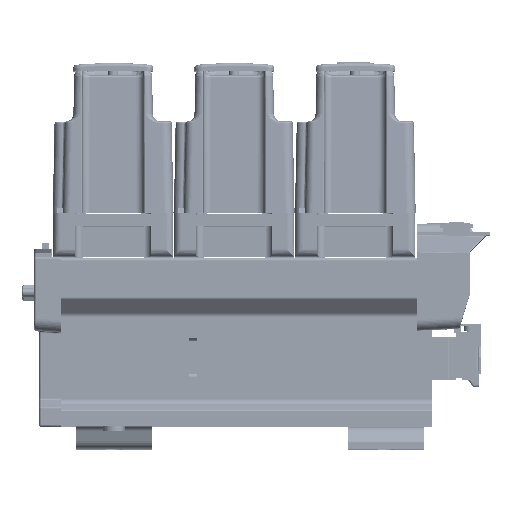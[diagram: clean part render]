
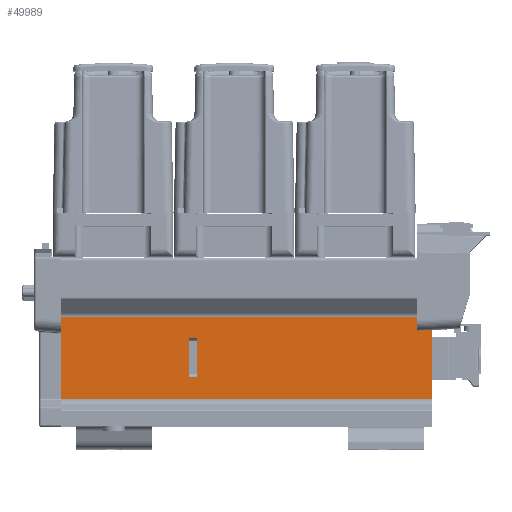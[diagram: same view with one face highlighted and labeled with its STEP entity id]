
A CAD part, top view. The second image highlights one B-rep face of the part: STEP entity #49989.
In plain terms, the highlighted face is planar.
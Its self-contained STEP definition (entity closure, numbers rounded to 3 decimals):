
#45476=DIRECTION('',(0.,1.,0.));
#45477=VECTOR('',#45476,53.871);
#45478=CARTESIAN_POINT('',(1.75,-37.35,0.));
#45479=LINE('',#45478,#45477);
#47162=DIRECTION('',(0.,0.,1.));
#47163=VECTOR('',#47162,248.);
#47164=CARTESIAN_POINT('',(1.75,16.52,0.));
#47165=LINE('',#47164,#47163);
#47170=DIRECTION('',(0.,1.,0.));
#47171=VECTOR('',#47170,53.871);
#47172=CARTESIAN_POINT('',(1.75,-37.35,248.));
#47173=LINE('',#47172,#47171);
#47174=DIRECTION('',(0.,-1.,0.));
#47175=VECTOR('',#47174,25.5);
#47176=CARTESIAN_POINT('',(1.75,2.75,160.5));
#47177=LINE('',#47176,#47175);
#47182=DIRECTION('',(0.,0.,-1.));
#47183=VECTOR('',#47182,248.);
#47184=CARTESIAN_POINT('',(1.75,-37.35,248.));
#47185=LINE('',#47184,#47183);
#47420=DIRECTION('',(0.,0.,-1.));
#47421=VECTOR('',#47420,5.);
#47422=CARTESIAN_POINT('',(1.75,2.75,160.5));
#47423=LINE('',#47422,#47421);
#47428=DIRECTION('',(0.,-1.,0.));
#47429=VECTOR('',#47428,25.5);
#47430=CARTESIAN_POINT('',(1.75,2.75,155.5));
#47431=LINE('',#47430,#47429);
#47446=DIRECTION('',(0.,0.,1.));
#47447=VECTOR('',#47446,5.);
#47448=CARTESIAN_POINT('',(1.75,-22.75,155.5));
#47449=LINE('',#47448,#47447);
#47607=CARTESIAN_POINT('',(1.75,-37.35,0.));
#47608=VERTEX_POINT('',#47607);
#47609=CARTESIAN_POINT('',(1.75,16.52,0.));
#47610=VERTEX_POINT('',#47609);
#48019=CARTESIAN_POINT('',(1.75,16.52,248.));
#48020=VERTEX_POINT('',#48019);
#48021=CARTESIAN_POINT('',(1.75,-37.35,248.));
#48022=VERTEX_POINT('',#48021);
#48150=CARTESIAN_POINT('',(1.75,2.75,160.5));
#48151=CARTESIAN_POINT('',(1.75,-22.75,160.5));
#48152=VERTEX_POINT('',#48150);
#48153=VERTEX_POINT('',#48151);
#48154=CARTESIAN_POINT('',(1.75,-22.75,155.5));
#48155=VERTEX_POINT('',#48154);
#48156=CARTESIAN_POINT('',(1.75,2.75,155.5));
#48157=VERTEX_POINT('',#48156);
#49967=CARTESIAN_POINT('',(1.75,17.976,248.));
#49968=DIRECTION('',(-1.,0.,0.));
#49969=DIRECTION('',(0.,-1.,0.));
#49970=AXIS2_PLACEMENT_3D('',#49967,#49968,#49969);
#49971=PLANE('',#49970);
#49972=ORIENTED_EDGE('',*,*,#49959,.F.);
#49973=ORIENTED_EDGE('',*,*,#48313,.F.);
#49975=ORIENTED_EDGE('',*,*,#49974,.F.);
#49976=ORIENTED_EDGE('',*,*,#48761,.T.);
#49977=EDGE_LOOP('',(#49972,#49973,#49975,#49976));
#49978=FACE_OUTER_BOUND('',#49977,.F.);
#49980=ORIENTED_EDGE('',*,*,#49979,.T.);
#49982=ORIENTED_EDGE('',*,*,#49981,.F.);
#49984=ORIENTED_EDGE('',*,*,#49983,.F.);
#49986=ORIENTED_EDGE('',*,*,#49985,.F.);
#49987=EDGE_LOOP('',(#49980,#49982,#49984,#49986));
#49988=FACE_BOUND('',#49987,.F.);
#48313=EDGE_CURVE('',#47608,#47610,#45479,.T.);
#48761=EDGE_CURVE('',#48022,#48020,#47173,.T.);
#49959=EDGE_CURVE('',#47610,#48020,#47165,.T.);
#49974=EDGE_CURVE('',#48022,#47608,#47185,.T.);
#49979=EDGE_CURVE('',#48152,#48153,#47177,.T.);
#49981=EDGE_CURVE('',#48155,#48153,#47449,.T.);
#49983=EDGE_CURVE('',#48157,#48155,#47431,.T.);
#49985=EDGE_CURVE('',#48152,#48157,#47423,.T.);
#49989=ADVANCED_FACE('',(#49978,#49988),#49971,.F.);
